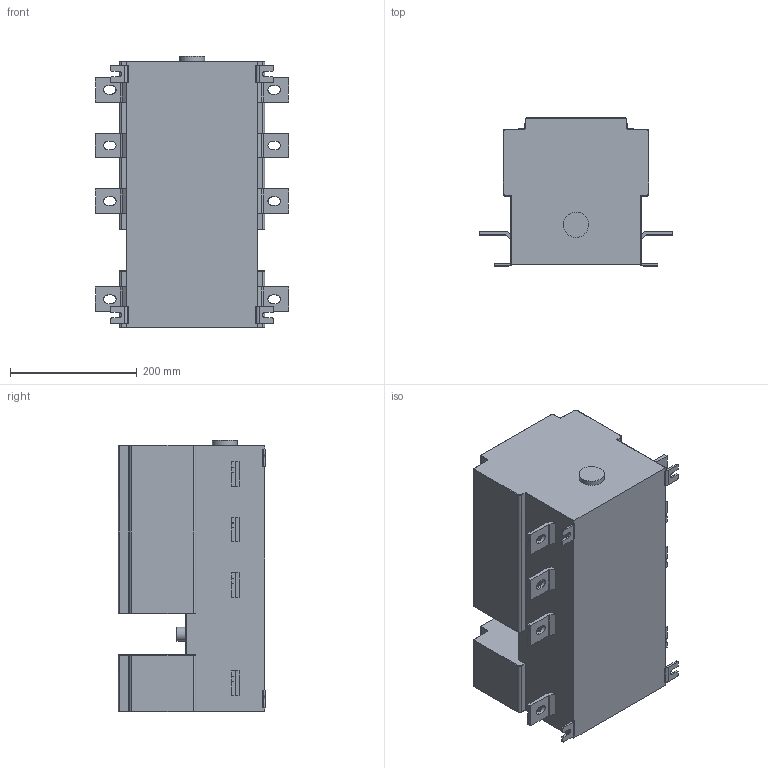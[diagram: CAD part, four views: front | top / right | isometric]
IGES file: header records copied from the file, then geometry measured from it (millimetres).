
Global section: file name: OS600-800_13.igs; preprocessor: I-DEAS 3D IGES Translator 11; date: 20060127.135841; units: millimetre
Bounding box: 305.66 x 233.2 x 429 mm (x, y, z)
Volume: 19352197.4 mm3; surface area: 556248.4 mm2
Topology: 1 solids, 1 shells, 345 faces, 928 edges, 596 vertices
Faces by surface type: bspline 345
